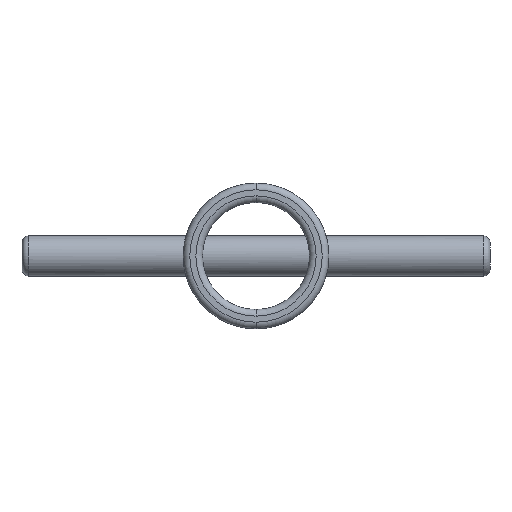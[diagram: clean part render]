
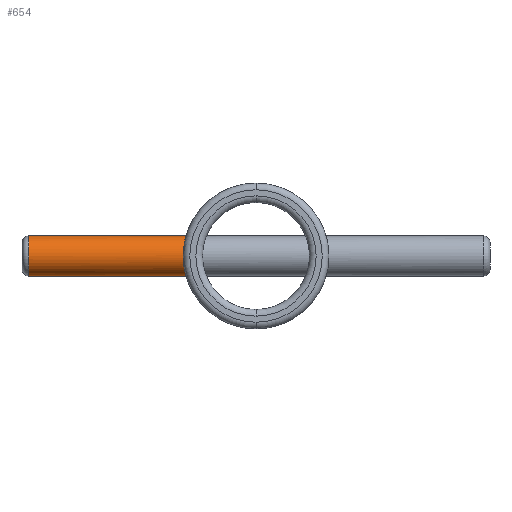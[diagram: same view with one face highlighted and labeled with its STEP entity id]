
A CAD part, front view. The second image highlights one B-rep face of the part: STEP entity #654.
In plain terms, the highlighted cylindrical face has radius 3 mm (diameter 6 mm), a partial arc.
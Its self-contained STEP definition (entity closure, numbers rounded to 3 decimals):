
#80 = VECTOR ( 'NONE', #1862, 1000. ) ;
#101 = AXIS2_PLACEMENT_3D ( 'NONE', #591, #566, #581 ) ;
#198 = CARTESIAN_POINT ( 'NONE',  ( -10.479, 6., -3. ) ) ;
#207 = VERTEX_POINT ( 'NONE', #198 ) ;
#238 = LINE ( 'NONE', #1910, #80 ) ;
#324 = EDGE_LOOP ( 'NONE', ( #1399, #1385, #903, #890 ) ) ;
#330 = AXIS2_PLACEMENT_3D ( 'NONE', #499, #502, #504 ) ;
#377 = CARTESIAN_POINT ( 'NONE',  ( -34., 6., 3. ) ) ;
#390 = CARTESIAN_POINT ( 'NONE',  ( -10.479, 6., -3. ) ) ;
#395 = CARTESIAN_POINT ( 'NONE',  ( -10.479, 5.607, -3. ) ) ;
#407 = CARTESIAN_POINT ( 'NONE',  ( -10.503, 5.211, -2.921 ) ) ;
#409 = CARTESIAN_POINT ( 'NONE',  ( -10.562, 4.669, -2.696 ) ) ;
#412 = CARTESIAN_POINT ( 'NONE',  ( -10.586, 4.493, -2.602 ) ) ;
#415 = CARTESIAN_POINT ( 'NONE',  ( -10.637, 4.168, -2.384 ) ) ;
#416 = CARTESIAN_POINT ( 'NONE',  ( -10.664, 4.018, -2.26 ) ) ;
#418 = CARTESIAN_POINT ( 'NONE',  ( -10.719, 3.741, -1.984 ) ) ;
#421 = CARTESIAN_POINT ( 'NONE',  ( -10.746, 3.615, -1.831 ) ) ;
#424 = CARTESIAN_POINT ( 'NONE',  ( -10.797, 3.399, -1.507 ) ) ;
#425 = CARTESIAN_POINT ( 'NONE',  ( -10.819, 3.306, -1.335 ) ) ;
#427 = CARTESIAN_POINT ( 'NONE',  ( -10.858, 3.154, -0.969 ) ) ;
#430 = CARTESIAN_POINT ( 'NONE',  ( -10.874, 3.097, -0.781 ) ) ;
#433 = CARTESIAN_POINT ( 'NONE',  ( -10.894, 3.02, -0.397 ) ) ;
#434 = CARTESIAN_POINT ( 'NONE',  ( -10.9, 3., -0.198 ) ) ;
#436 = CARTESIAN_POINT ( 'NONE',  ( -10.9, 3., 0.197 ) ) ;
#439 = CARTESIAN_POINT ( 'NONE',  ( -10.895, 3.019, 0.393 ) ) ;
#442 = CARTESIAN_POINT ( 'NONE',  ( -10.874, 3.096, 0.778 ) ) ;
#444 = CARTESIAN_POINT ( 'NONE',  ( -10.858, 3.154, 0.97 ) ) ;
#449 = CARTESIAN_POINT ( 'NONE',  ( -10.82, 3.305, 1.332 ) ) ;
#450 = CARTESIAN_POINT ( 'NONE',  ( -10.797, 3.397, 1.504 ) ) ;
#451 = VERTEX_POINT ( 'NONE', #377 ) ;
#452 = CARTESIAN_POINT ( 'NONE',  ( -10.746, 3.616, 1.831 ) ) ;
#453 = CARTESIAN_POINT ( 'NONE',  ( -10.719, 3.74, 1.983 ) ) ;
#456 = CARTESIAN_POINT ( 'NONE',  ( -10.664, 4.015, 2.258 ) ) ;
#457 = CARTESIAN_POINT ( 'NONE',  ( -10.637, 4.168, 2.384 ) ) ;
#460 = CARTESIAN_POINT ( 'NONE',  ( -10.585, 4.494, 2.602 ) ) ;
#461 = CARTESIAN_POINT ( 'NONE',  ( -10.485, 5.605, 2.98 ) ) ;
#464 = CARTESIAN_POINT ( 'NONE',  ( -10.479, 5.801, 3. ) ) ;
#465 = EDGE_CURVE ( 'NONE', #207, #745, #1781, .T. ) ;
#466 = CARTESIAN_POINT ( 'NONE',  ( -10.479, 6., 3. ) ) ;
#473 = CARTESIAN_POINT ( 'NONE',  ( -10.562, 4.666, 2.694 ) ) ;
#474 = CARTESIAN_POINT ( 'NONE',  ( -10.523, 5.027, 2.845 ) ) ;
#476 = CARTESIAN_POINT ( 'NONE',  ( -10.506, 5.218, 2.903 ) ) ;
#499 = CARTESIAN_POINT ( 'NONE',  ( -34., 6., 0. ) ) ;
#501 = CARTESIAN_POINT ( 'NONE',  ( 35., 6., 3. ) ) ;
#502 = DIRECTION ( 'NONE',  ( 1., 0., 0. ) ) ;
#504 = DIRECTION ( 'NONE',  ( 0., 0., -1. ) ) ;
#519 = DIRECTION ( 'NONE',  ( -1., 0., 0. ) ) ;
#522 = EDGE_CURVE ( 'NONE', #451, #944, #1736, .T. ) ;
#566 = DIRECTION ( 'NONE',  ( -1., 0., 0. ) ) ;
#581 = DIRECTION ( 'NONE',  ( 0., 0., 1. ) ) ;
#591 = CARTESIAN_POINT ( 'NONE',  ( 35., 6., 0. ) ) ;
#654 = ADVANCED_FACE ( 'NONE', ( #1798 ), #1806, .T. ) ;
#745 = VERTEX_POINT ( 'NONE', #1472 ) ;
#890 = ORIENTED_EDGE ( 'NONE', *, *, #522, .T. ) ;
#897 = CARTESIAN_POINT ( 'NONE',  ( -34., 6., -3. ) ) ;
#903 = ORIENTED_EDGE ( 'NONE', *, *, #1749, .T. ) ;
#944 = VERTEX_POINT ( 'NONE', #897 ) ;
#951 = VECTOR ( 'NONE', #519, 1000. ) ;
#1385 = ORIENTED_EDGE ( 'NONE', *, *, #465, .T. ) ;
#1399 = ORIENTED_EDGE ( 'NONE', *, *, #1949, .F. ) ;
#1472 = CARTESIAN_POINT ( 'NONE',  ( -10.479, 6., 3. ) ) ;
#1736 = CIRCLE ( 'NONE', #330, 3. ) ;
#1749 = EDGE_CURVE ( 'NONE', #745, #451, #2219, .T. ) ;
#1781 = B_SPLINE_CURVE_WITH_KNOTS ( 'NONE', 3,
 ( #390, #395, #407, #409, #412, #415, #416, #418, #421, #424, #425, #427, #430, #433, #434, #436, #439, #442, #444, #449, #450, #452, #453, #456, #457, #460, #473, #474, #476, #461, #464, #466 ),
 .UNSPECIFIED., .F., .F.,
 ( 4, 2, 2, 2, 2, 2, 2, 2, 2, 2, 2, 2, 2, 2, 2, 4 ),
 ( 0.009, 0.011, 0.011, 0.012, 0.012, 0.013, 0.014, 0.014, 0.015, 0.015, 0.016, 0.016, 0.017, 0.018, 0.018, 0.019 ),
 .UNSPECIFIED. ) ;
#1798 = FACE_OUTER_BOUND ( 'NONE', #324, .T. ) ;
#1806 = CYLINDRICAL_SURFACE ( 'NONE', #101, 3. ) ;
#1862 = DIRECTION ( 'NONE',  ( -1., 0., 0. ) ) ;
#1910 = CARTESIAN_POINT ( 'NONE',  ( 35., 6., -3. ) ) ;
#1949 = EDGE_CURVE ( 'NONE', #207, #944, #238, .T. ) ;
#2219 = LINE ( 'NONE', #501, #951 ) ;
